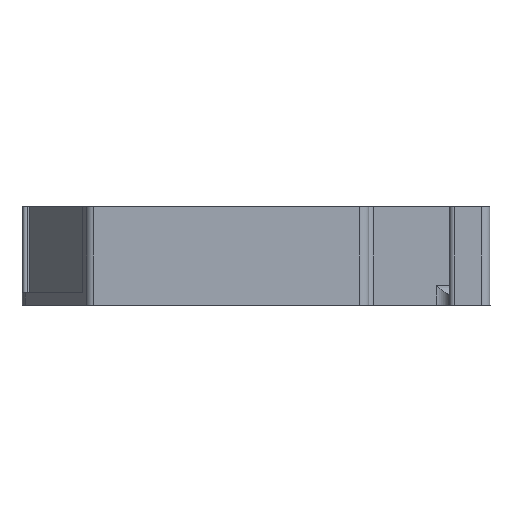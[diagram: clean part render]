
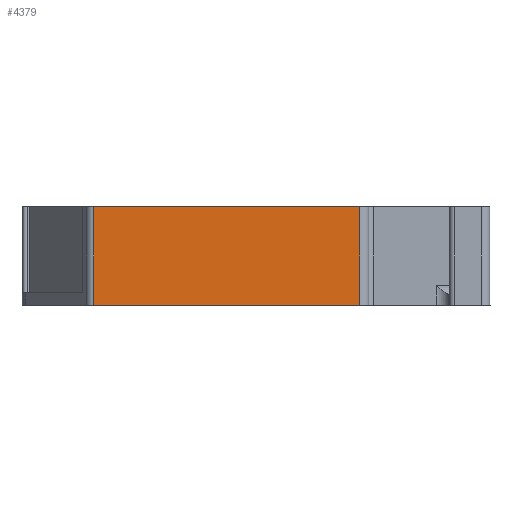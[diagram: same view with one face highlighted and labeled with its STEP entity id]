
A CAD part, left-side view. The second image highlights one B-rep face of the part: STEP entity #4379.
In plain terms, the highlighted planar face has unit normal (-1, 0, 0).
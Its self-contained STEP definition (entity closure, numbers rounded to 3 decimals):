
#54 = DIRECTION ( 'NONE',  ( 0., -1., 0. ) ) ;
#67 = CARTESIAN_POINT ( 'NONE',  ( -25.4, -52.665, -4.504 ) ) ;
#281 = FACE_OUTER_BOUND ( 'NONE', #4650, .T. ) ;
#862 = ORIENTED_EDGE ( 'NONE', *, *, #3053, .F. ) ;
#992 = CARTESIAN_POINT ( 'NONE',  ( -25.4, 18.958, -4.504 ) ) ;
#1156 = ORIENTED_EDGE ( 'NONE', *, *, #2574, .F. ) ;
#1210 = DIRECTION ( 'NONE',  ( 0., 0., -1. ) ) ;
#1215 = DIRECTION ( 'NONE',  ( 1., 0., 0. ) ) ;
#1222 = CARTESIAN_POINT ( 'NONE',  ( -25.4, -52.665, 6.496 ) ) ;
#1275 = PLANE ( 'NONE',  #2220 ) ;
#1589 = CARTESIAN_POINT ( 'NONE',  ( -25.4, 18.958, 6.496 ) ) ;
#2220 = AXIS2_PLACEMENT_3D ( 'NONE', #1222, #1215, #1210 ) ;
#2483 = VECTOR ( 'NONE', #5216, 1000. ) ;
#2574 = EDGE_CURVE ( 'NONE', #4332, #3098, #4752, .T. ) ;
#2660 = DIRECTION ( 'NONE',  ( 0., 0., -1. ) ) ;
#2664 = VERTEX_POINT ( 'NONE', #992 ) ;
#2711 = CARTESIAN_POINT ( 'NONE',  ( -25.4, -52.665, 6.496 ) ) ;
#2753 = DIRECTION ( 'NONE',  ( 0., -1., 0. ) ) ;
#2789 = VECTOR ( 'NONE', #54, 1000. ) ;
#2831 = ORIENTED_EDGE ( 'NONE', *, *, #4933, .T. ) ;
#3053 = EDGE_CURVE ( 'NONE', #2664, #4332, #3095, .T. ) ;
#3095 = LINE ( 'NONE', #5234, #2483 ) ;
#3098 = VERTEX_POINT ( 'NONE', #5135 ) ;
#3273 = LINE ( 'NONE', #3541, #4575 ) ;
#3510 = VERTEX_POINT ( 'NONE', #3993 ) ;
#3541 = CARTESIAN_POINT ( 'NONE',  ( -25.4, -10.662, 6.496 ) ) ;
#3993 = CARTESIAN_POINT ( 'NONE',  ( -25.4, -10.662, -4.504 ) ) ;
#4332 = VERTEX_POINT ( 'NONE', #1589 ) ;
#4379 = ADVANCED_FACE ( 'NONE', ( #281 ), #1275, .F. ) ;
#4575 = VECTOR ( 'NONE', #2660, 1000. ) ;
#4650 = EDGE_LOOP ( 'NONE', ( #862, #2831, #5187, #1156 ) ) ;
#4741 = VECTOR ( 'NONE', #2753, 1000. ) ;
#4752 = LINE ( 'NONE', #2711, #4741 ) ;
#4830 = LINE ( 'NONE', #67, #2789 ) ;
#4933 = EDGE_CURVE ( 'NONE', #2664, #3510, #4830, .T. ) ;
#5069 = EDGE_CURVE ( 'NONE', #3098, #3510, #3273, .T. ) ;
#5135 = CARTESIAN_POINT ( 'NONE',  ( -25.4, -10.662, 6.496 ) ) ;
#5187 = ORIENTED_EDGE ( 'NONE', *, *, #5069, .F. ) ;
#5216 = DIRECTION ( 'NONE',  ( 0., 0., 1. ) ) ;
#5234 = CARTESIAN_POINT ( 'NONE',  ( -25.4, 18.958, 6.496 ) ) ;
